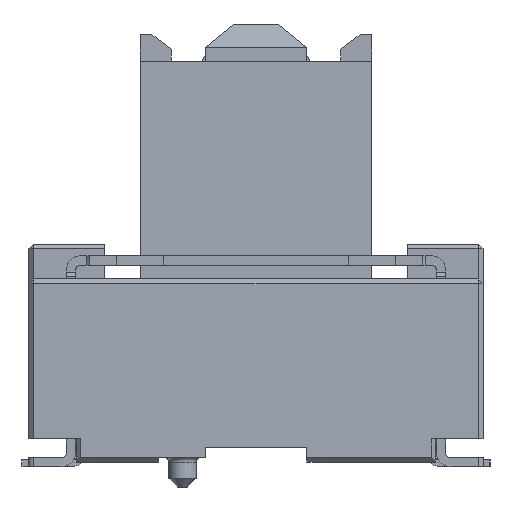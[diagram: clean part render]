
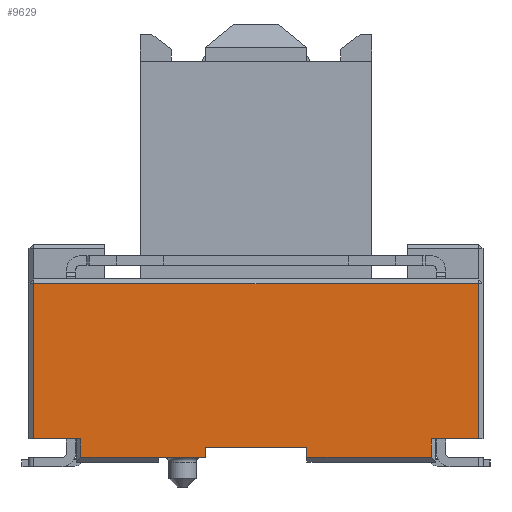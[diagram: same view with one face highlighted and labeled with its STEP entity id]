
A CAD part, left-side view. The second image highlights one B-rep face of the part: STEP entity #9629.
In plain terms, the highlighted planar face has unit normal (-1, 0, 0).
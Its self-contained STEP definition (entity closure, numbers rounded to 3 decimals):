
#9629=ADVANCED_FACE('PLAN_FACE463',(#11765),#10709,.F.);
#10709=PLANE('',#31700);
#11765=FACE_OUTER_BOUND('',#12942,.T.);
#12942=EDGE_LOOP('',(#16776,#16777,#16778,#16779,#16780,#16781,#16782,#16783,
#16784,#16785,#16786,#16787,#16788));
#16776=ORIENTED_EDGE('',*,*,#24376,.F.);
#16777=ORIENTED_EDGE('',*,*,#24377,.T.);
#16778=ORIENTED_EDGE('',*,*,#24378,.F.);
#16779=ORIENTED_EDGE('',*,*,#24371,.F.);
#16780=ORIENTED_EDGE('',*,*,#24379,.F.);
#16781=ORIENTED_EDGE('',*,*,#24380,.T.);
#16782=ORIENTED_EDGE('',*,*,#23024,.F.);
#16783=ORIENTED_EDGE('',*,*,#24381,.F.);
#16784=ORIENTED_EDGE('',*,*,#22369,.T.);
#16785=ORIENTED_EDGE('',*,*,#24311,.T.);
#16786=ORIENTED_EDGE('',*,*,#24192,.T.);
#16787=ORIENTED_EDGE('',*,*,#24382,.T.);
#16788=ORIENTED_EDGE('',*,*,#22374,.F.);
#20261=VERTEX_POINT('',#39007);
#20262=VERTEX_POINT('',#39008);
#20265=VERTEX_POINT('',#39016);
#20267=VERTEX_POINT('',#39019);
#20824=VERTEX_POINT('',#40373);
#20825=VERTEX_POINT('',#40374);
#21631=VERTEX_POINT('',#42685);
#21632=VERTEX_POINT('',#42687);
#21720=VERTEX_POINT('',#43033);
#21721=VERTEX_POINT('',#43035);
#21722=VERTEX_POINT('',#43044);
#21723=VERTEX_POINT('',#43046);
#21724=VERTEX_POINT('',#43049);
#22369=EDGE_CURVE('',#20261,#20262,#25504,.T.);
#22374=EDGE_CURVE('',#20265,#20267,#25509,.T.);
#23024=EDGE_CURVE('',#20824,#20825,#26083,.T.);
#24192=EDGE_CURVE('',#21632,#21631,#27102,.T.);
#24311=EDGE_CURVE('',#20262,#21632,#27208,.T.);
#24371=EDGE_CURVE('',#21720,#21721,#27260,.T.);
#24376=EDGE_CURVE('',#21722,#20265,#27265,.T.);
#24377=EDGE_CURVE('',#21722,#21723,#27266,.T.);
#24378=EDGE_CURVE('',#21721,#21723,#27267,.T.);
#24379=EDGE_CURVE('',#21724,#21720,#27268,.T.);
#24380=EDGE_CURVE('',#21724,#20825,#27269,.T.);
#24381=EDGE_CURVE('',#20261,#20824,#27270,.T.);
#24382=EDGE_CURVE('',#21631,#20267,#27271,.T.);
#25504=LINE('',#39006,#28292);
#25509=LINE('',#39018,#28297);
#26083=LINE('',#40372,#28871);
#27102=LINE('',#42686,#29890);
#27208=LINE('',#42918,#29996);
#27260=LINE('',#43034,#30048);
#27265=LINE('',#43043,#30053);
#27266=LINE('',#43045,#30054);
#27267=LINE('',#43047,#30055);
#27268=LINE('',#43048,#30056);
#27269=LINE('',#43050,#30057);
#27270=LINE('',#43051,#30058);
#27271=LINE('',#43052,#30059);
#28292=VECTOR('',#32859,1.);
#28297=VECTOR('',#32866,1.);
#28871=VECTOR('',#33886,1.);
#29890=VECTOR('',#35879,1.);
#29996=VECTOR('',#36103,1.);
#30048=VECTOR('',#36239,1.);
#30053=VECTOR('',#36250,1.);
#30054=VECTOR('',#36251,1.);
#30055=VECTOR('',#36252,1.);
#30056=VECTOR('',#36253,1.);
#30057=VECTOR('',#36254,1.);
#30058=VECTOR('',#36255,1.);
#30059=VECTOR('',#36256,1.);
#31700=AXIS2_PLACEMENT_3D('',#43053,#36257,#36258);
#32859=DIRECTION('',(0.,-1.,0.));
#32866=DIRECTION('',(0.,1.,0.));
#33886=DIRECTION('',(0.,0.,1.));
#35879=DIRECTION('',(0.,-1.,0.));
#36103=DIRECTION('',(0.,0.,1.));
#36239=DIRECTION('',(0.,-1.,0.));
#36250=DIRECTION('',(0.,0.,-1.));
#36251=DIRECTION('',(0.,-1.,0.));
#36252=DIRECTION('',(0.,0.,-1.));
#36253=DIRECTION('',(0.,0.,1.));
#36254=DIRECTION('',(0.,-1.,0.));
#36255=DIRECTION('',(0.,1.,0.));
#36256=DIRECTION('',(0.,0.,-1.));
#36257=DIRECTION('',(1.,0.,0.));
#36258=DIRECTION('',(0.,-1.,0.));
#39006=CARTESIAN_POINT('',(-12.283,2.1,-8.262));
#39007=CARTESIAN_POINT('',(-12.283,2.1,-8.262));
#39008=CARTESIAN_POINT('',(-12.283,1.1,-8.262));
#39016=CARTESIAN_POINT('',(-12.283,-3.78,-8.262));
#39018=CARTESIAN_POINT('',(-12.283,-3.78,-8.262));
#39019=CARTESIAN_POINT('',(-12.283,-1.1,-8.262));
#40372=CARTESIAN_POINT('',(-12.283,3.78,-8.262));
#40373=CARTESIAN_POINT('',(-12.283,3.78,-8.262));
#40374=CARTESIAN_POINT('',(-12.283,3.78,-7.862));
#42685=CARTESIAN_POINT('',(-12.283,-1.1,-8.042));
#42686=CARTESIAN_POINT('',(-12.283,1.1,-8.042));
#42687=CARTESIAN_POINT('',(-12.283,1.1,-8.042));
#42918=CARTESIAN_POINT('',(-12.283,1.1,-8.262));
#43033=CARTESIAN_POINT('',(-12.283,4.8,-4.512));
#43034=CARTESIAN_POINT('',(-12.283,4.8,-4.512));
#43035=CARTESIAN_POINT('',(-12.283,-4.8,-4.512));
#43043=CARTESIAN_POINT('',(-12.283,-3.78,-7.862));
#43044=CARTESIAN_POINT('',(-12.283,-3.78,-7.862));
#43045=CARTESIAN_POINT('',(-12.283,-3.78,-7.862));
#43046=CARTESIAN_POINT('',(-12.283,-4.8,-7.862));
#43047=CARTESIAN_POINT('',(-12.283,-4.8,-4.512));
#43048=CARTESIAN_POINT('',(-12.283,4.8,-7.862));
#43049=CARTESIAN_POINT('',(-12.283,4.8,-7.862));
#43050=CARTESIAN_POINT('',(-12.283,4.8,-7.862));
#43051=CARTESIAN_POINT('',(-12.283,2.1,-8.262));
#43052=CARTESIAN_POINT('',(-12.283,-1.1,-8.042));
#43053=CARTESIAN_POINT('',(-12.283,4.9,-3.662));
